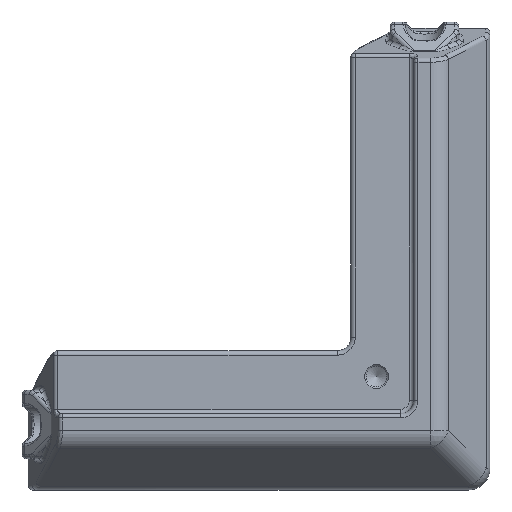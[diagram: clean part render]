
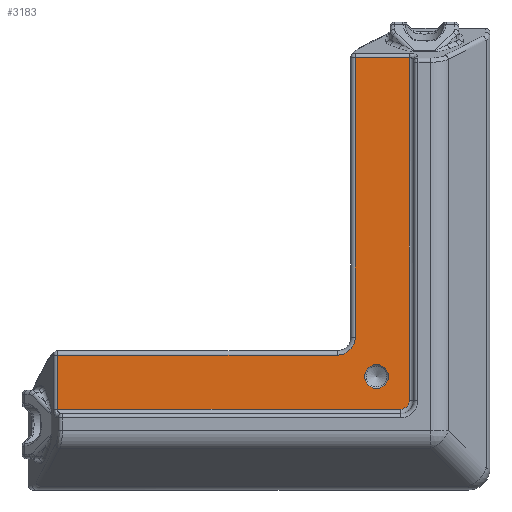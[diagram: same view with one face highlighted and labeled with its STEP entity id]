
A CAD part, top view. The second image highlights one B-rep face of the part: STEP entity #3183.
In plain terms, the highlighted planar face has unit normal (0, 0, 1).
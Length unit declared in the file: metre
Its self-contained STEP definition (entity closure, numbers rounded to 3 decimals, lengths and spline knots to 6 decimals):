
#123=CIRCLE('',#3475,0.002);
#124=CIRCLE('',#3476,0.004115);
#125=CIRCLE('',#3477,0.00275);
#353=LINE('',#5144,#523);
#354=LINE('',#5150,#524);
#355=LINE('',#5155,#525);
#356=LINE('',#5157,#526);
#357=LINE('',#5160,#527);
#358=LINE('',#5162,#528);
#523=VECTOR('',#4018,1.);
#524=VECTOR('',#4025,1.);
#525=VECTOR('',#4028,1.);
#526=VECTOR('',#4029,1.);
#527=VECTOR('',#4032,1.);
#528=VECTOR('',#4033,1.);
#650=PLANE('',#3474);
#840=ORIENTED_EDGE('',*,*,#1804,.T.);
#841=ORIENTED_EDGE('',*,*,#1805,.T.);
#842=ORIENTED_EDGE('',*,*,#1806,.F.);
#843=ORIENTED_EDGE('',*,*,#1807,.T.);
#844=ORIENTED_EDGE('',*,*,#1801,.T.);
#845=ORIENTED_EDGE('',*,*,#1808,.T.);
#846=ORIENTED_EDGE('',*,*,#1809,.F.);
#847=ORIENTED_EDGE('',*,*,#1810,.F.);
#848=ORIENTED_EDGE('',*,*,#1811,.T.);
#1801=EDGE_CURVE('',#2283,#2284,#353,.T.);
#1804=EDGE_CURVE('',#2285,#2286,#354,.T.);
#1805=EDGE_CURVE('',#2286,#2287,#123,.F.);
#1806=EDGE_CURVE('',#2288,#2287,#355,.T.);
#1807=EDGE_CURVE('',#2288,#2283,#356,.F.);
#1808=EDGE_CURVE('',#2284,#2289,#124,.T.);
#1809=EDGE_CURVE('',#2290,#2289,#357,.T.);
#1810=EDGE_CURVE('',#2285,#2290,#358,.F.);
#1811=EDGE_CURVE('',#2291,#2291,#125,.T.);
#2283=VERTEX_POINT('',#5145);
#2284=VERTEX_POINT('',#5146);
#2285=VERTEX_POINT('',#5151);
#2286=VERTEX_POINT('',#5152);
#2287=VERTEX_POINT('',#5154);
#2288=VERTEX_POINT('',#5156);
#2289=VERTEX_POINT('',#5159);
#2290=VERTEX_POINT('',#5161);
#2291=VERTEX_POINT('',#5164);
#2578=EDGE_LOOP('',(#840,#841,#842,#843,#844,#845,#846,#847));
#2579=EDGE_LOOP('',(#848));
#2836=FACE_BOUND('',#2578,.T.);
#2837=FACE_BOUND('',#2579,.T.);
#3183=ADVANCED_FACE('',(#2836,#2837),#650,.F.);
#3474=AXIS2_PLACEMENT_3D('',#5149,#4023,#4024);
#3475=AXIS2_PLACEMENT_3D('',#5153,#4026,#4027);
#3476=AXIS2_PLACEMENT_3D('',#5158,#4030,#4031);
#3477=AXIS2_PLACEMENT_3D('',#5163,#4034,#4035);
#4018=DIRECTION('',(0.,-1.,0.));
#4023=DIRECTION('',(0.,0.,-1.));
#4024=DIRECTION('',(1.,0.,0.));
#4025=DIRECTION('',(1.,0.,0.));
#4026=DIRECTION('',(0.,0.,-1.));
#4027=DIRECTION('',(0.,1.,0.));
#4028=DIRECTION('',(0.,-1.,0.));
#4029=DIRECTION('',(1.,0.,0.));
#4030=DIRECTION('',(0.,0.,-1.));
#4031=DIRECTION('',(0.,1.,0.));
#4032=DIRECTION('',(1.,0.,0.));
#4033=DIRECTION('',(0.,-1.,0.));
#4034=DIRECTION('',(0.,0.,-1.));
#4035=DIRECTION('',(0.,1.,0.));
#5144=CARTESIAN_POINT('',(0.135115,-0.024794,0.017));
#5145=CARTESIAN_POINT('',(0.135115,-0.066888,0.017));
#5146=CARTESIAN_POINT('',(0.135115,-0.131,0.017));
#5149=CARTESIAN_POINT('',(0.135115,-0.024794,0.017));
#5150=CARTESIAN_POINT('',(0.024794,-0.1475,0.017));
#5151=CARTESIAN_POINT('',(0.066888,-0.1475,0.017));
#5152=CARTESIAN_POINT('',(0.1455,-0.1475,0.017));
#5153=CARTESIAN_POINT('',(0.1455,-0.1455,0.017));
#5154=CARTESIAN_POINT('',(0.1475,-0.1455,0.017));
#5155=CARTESIAN_POINT('',(0.1475,-0.024794,0.017));
#5156=CARTESIAN_POINT('',(0.1475,-0.066888,0.017));
#5157=CARTESIAN_POINT('',(0.135115,-0.066888,0.017));
#5158=CARTESIAN_POINT('',(0.131,-0.131,0.017));
#5159=CARTESIAN_POINT('',(0.131,-0.135115,0.017));
#5160=CARTESIAN_POINT('',(0.024794,-0.135115,0.017));
#5161=CARTESIAN_POINT('',(0.066888,-0.135115,0.017));
#5162=CARTESIAN_POINT('',(0.066888,-0.135115,0.017));
#5163=CARTESIAN_POINT('',(0.140009,-0.140009,0.017));
#5164=CARTESIAN_POINT('',(0.140009,-0.137259,0.017));
